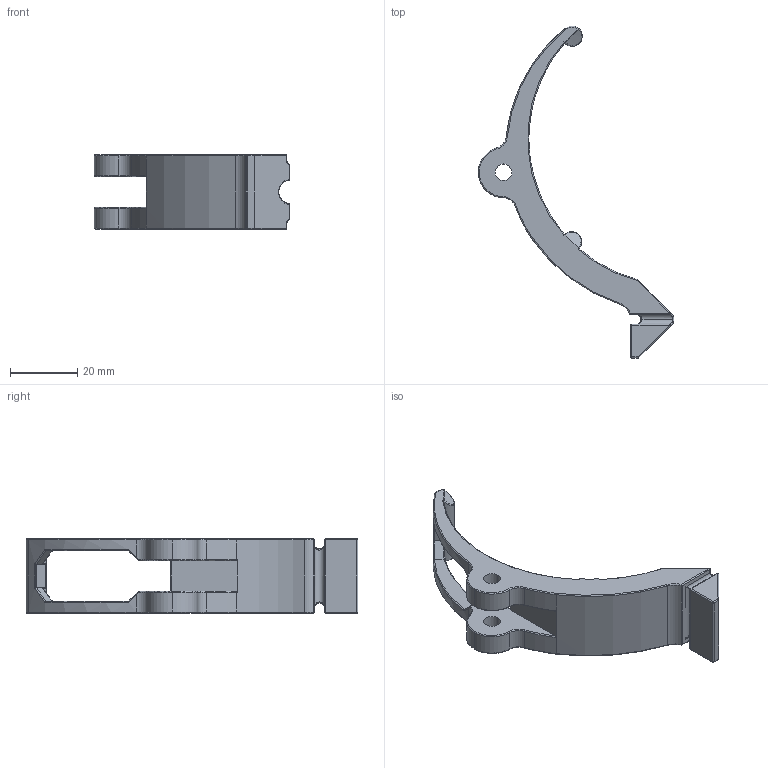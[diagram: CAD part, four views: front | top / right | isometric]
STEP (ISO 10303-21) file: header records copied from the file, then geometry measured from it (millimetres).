
FILE_DESCRIPTION (( 'STEP AP203' ), '1' );
FILE_NAME ('W0003510-003-middle intake L 81.STEP', '2024-05-27T12:23:13', ( '' ), ( '' ), 'SwSTEP 2.0', 'SolidWorks 2024', '' );
FILE_SCHEMA (( 'CONFIG_CONTROL_DESIGN' ));
Length unit declared in the file: millimetre
Products named in the file (1): W0003510-003-middle intake L 81
Bounding box: 58 x 98.37 x 22 mm (x, y, z)
Volume: 16630.2 mm3; surface area: 7751.8 mm2
Topology: 1 solids, 1 shells, 188 faces, 458 edges, 252 vertices
Faces by surface type: cylinder 64, torus 41, sphere 29, bspline 28, plane 24, cone 2
Entity records: 6291 total; most frequent: CARTESIAN_POINT 2148, ORIENTED_EDGE 880, DIRECTION 876, EDGE_CURVE 440, AXIS2_PLACEMENT_3D 383, VERTEX_POINT 252, CIRCLE 222, EDGE_LOOP 192
